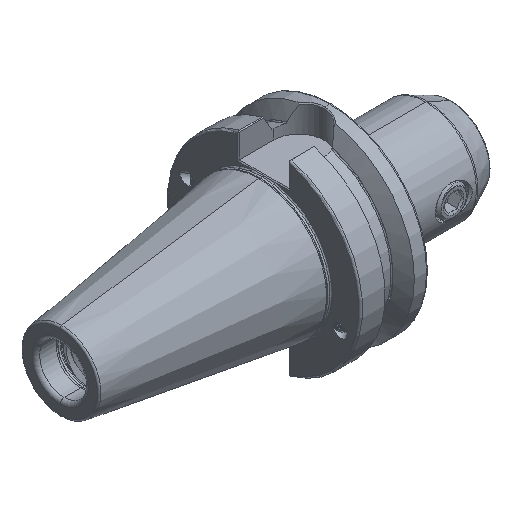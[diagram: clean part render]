
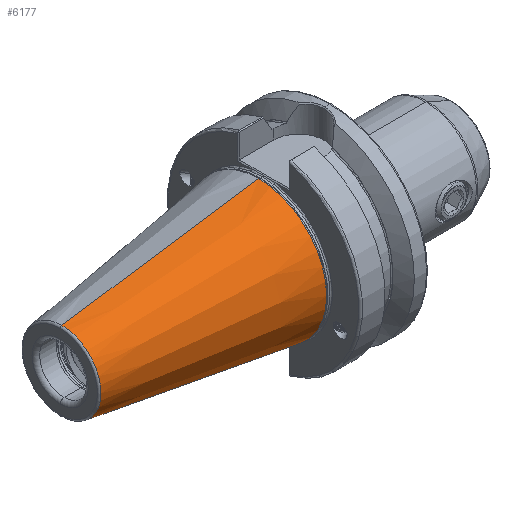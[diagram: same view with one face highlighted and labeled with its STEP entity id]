
A CAD part, isometric view. The second image highlights one B-rep face of the part: STEP entity #6177.
In plain terms, the highlighted conical face has half-angle 8.297 degrees and reference radius 34.998 mm.
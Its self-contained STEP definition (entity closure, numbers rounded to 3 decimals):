
#547 = AXIS2_PLACEMENT_3D ( 'NONE', #9346, #9331, #9344 ) ;
#663 = EDGE_CURVE ( 'NONE', #12207, #12179, #5581, .T. ) ;
#739 = EDGE_CURVE ( 'NONE', #12175, #12179, #5616, .T. ) ;
#772 = EDGE_CURVE ( 'NONE', #12259, #12207, #5611, .T. ) ;
#1379 = EDGE_CURVE ( 'NONE', #12259, #12175, #5902, .T. ) ;
#2678 = DIRECTION ( 'NONE',  ( 1., 0., 0. ) ) ;
#2693 = CARTESIAN_POINT ( 'NONE',  ( -2.5, 0., 0. ) ) ;
#2702 = DIRECTION ( 'NONE',  ( 0., 0., -1. ) ) ;
#3567 = CARTESIAN_POINT ( 'NONE',  ( -2.5, 0., -34.998 ) ) ;
#3585 = CARTESIAN_POINT ( 'NONE',  ( -103.944, 0., -20.204 ) ) ;
#3626 = CARTESIAN_POINT ( 'NONE',  ( -2.5, 0., 34.998 ) ) ;
#3647 = CARTESIAN_POINT ( 'NONE',  ( -103.944, 0., 20.204 ) ) ;
#5051 = CONICAL_SURFACE ( 'NONE', #547, 34.998, 0.145 ) ;
#5056 = FACE_OUTER_BOUND ( 'NONE', #16031, .T. ) ;
#5581 = CIRCLE ( 'NONE', #11160, 34.998 ) ;
#5595 = VECTOR ( 'NONE', #10574, 1000. ) ;
#5611 = LINE ( 'NONE', #10343, #5634 ) ;
#5616 = LINE ( 'NONE', #10579, #5595 ) ;
#5634 = VECTOR ( 'NONE', #10300, 1000. ) ;
#5902 = CIRCLE ( 'NONE', #11073, 20.204 ) ;
#6177 = ADVANCED_FACE ( 'NONE', ( #5056 ), #5051, .T. ) ;
#8652 = CARTESIAN_POINT ( 'NONE',  ( -103.944, 0., 0. ) ) ;
#8654 = DIRECTION ( 'NONE',  ( 0., 0., -1. ) ) ;
#8657 = DIRECTION ( 'NONE',  ( 1., 0., 0. ) ) ;
#9331 = DIRECTION ( 'NONE',  ( 1., 0., 0. ) ) ;
#9344 = DIRECTION ( 'NONE',  ( 0., 0., -1. ) ) ;
#9346 = CARTESIAN_POINT ( 'NONE',  ( -2.5, 0., 0. ) ) ;
#10300 = DIRECTION ( 'NONE',  ( 0.99, 0., 0.144 ) ) ;
#10343 = CARTESIAN_POINT ( 'NONE',  ( -2.5, 0., 34.998 ) ) ;
#10574 = DIRECTION ( 'NONE',  ( 0.99, 0., -0.144 ) ) ;
#10579 = CARTESIAN_POINT ( 'NONE',  ( -2.5, 0., -34.998 ) ) ;
#11073 = AXIS2_PLACEMENT_3D ( 'NONE', #8652, #8657, #8654 ) ;
#11160 = AXIS2_PLACEMENT_3D ( 'NONE', #2693, #2678, #2702 ) ;
#12175 = VERTEX_POINT ( 'NONE', #3585 ) ;
#12179 = VERTEX_POINT ( 'NONE', #3567 ) ;
#12207 = VERTEX_POINT ( 'NONE', #3626 ) ;
#12259 = VERTEX_POINT ( 'NONE', #3647 ) ;
#15546 = ORIENTED_EDGE ( 'NONE', *, *, #772, .F. ) ;
#15556 = ORIENTED_EDGE ( 'NONE', *, *, #739, .T. ) ;
#15581 = ORIENTED_EDGE ( 'NONE', *, *, #663, .F. ) ;
#15604 = ORIENTED_EDGE ( 'NONE', *, *, #1379, .T. ) ;
#16031 = EDGE_LOOP ( 'NONE', ( #15546, #15604, #15556, #15581 ) ) ;
